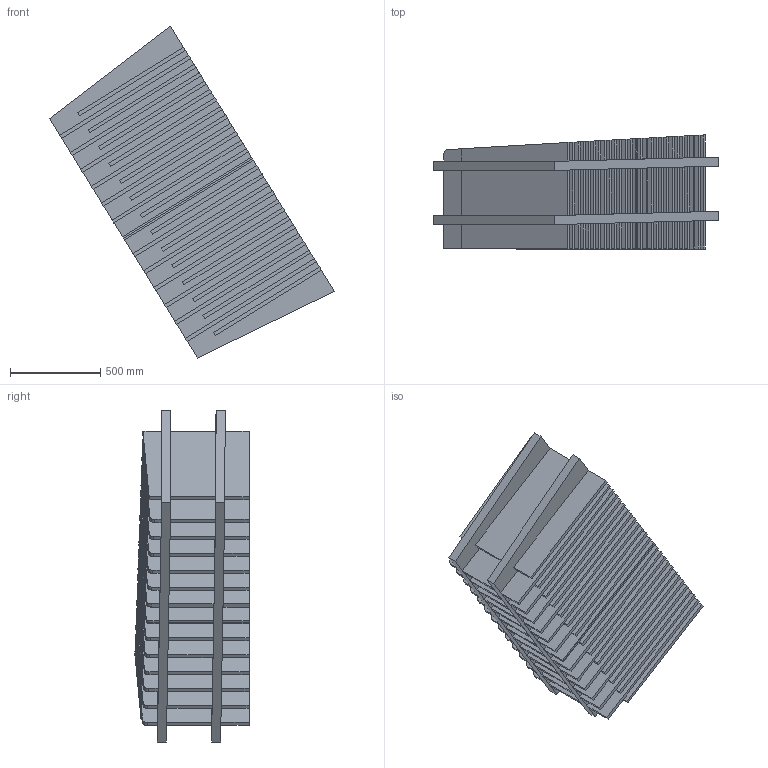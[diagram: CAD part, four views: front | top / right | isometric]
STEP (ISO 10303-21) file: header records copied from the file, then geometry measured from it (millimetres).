
FILE_DESCRIPTION(('FreeCAD Model'),'2;1');
FILE_NAME('detailed_WCLL/WCLL_sample_envelope_structural_plate.step', '2018-01-22T16:35:43',('FreeCAD'),('FreeCAD'), 'Open CASCADE STEP processor 7.1','FreeCAD','Unknown');
FILE_SCHEMA(('AUTOMOTIVE_DESIGN_CC2 { 1 2 10303 214 -1 1 5 4 }'));
Length unit declared in the file: millimetre
Products named in the file (87): Open CASCADE STEP translator 7.1 6; Open CASCADE STEP translator 7.1 6.1; Open CASCADE STEP translator 7.1 6.2; Open CASCADE STEP translator 7.1 6.3; Open CASCADE STEP translator 7.1 6.4; Open CASCADE STEP translator 7.1 6.5; Open CASCADE STEP translator 7.1 6.6; Open CASCADE STEP translator 7.1 6.7; Open CASCADE STEP translator 7.1 6.8; Open CASCADE STEP translator 7.1 6.9; Open CASCADE STEP translator 7.1 6.10; Open CASCADE STEP translator 7.1 6.11; Open CASCADE STEP translator 7.1 6.12; Open CASCADE STEP translator 7.1 6.13; Open CASCADE STEP translator 7.1 6.14; Open CASCADE STEP translator 7.1 6.15; Open CASCADE STEP translator 7.1 6.16; Open CASCADE STEP translator 7.1 6.17; Open CASCADE STEP translator 7.1 6.18; Open CASCADE STEP translator 7.1 6.19; Open CASCADE STEP translator 7.1 6.20; Open CASCADE STEP translator 7.1 6.21; Open CASCADE STEP translator 7.1 6.22; Open CASCADE STEP translator 7.1 6.23; Open CASCADE STEP translator 7.1 6.24; Open CASCADE STEP translator 7.1 6.25; Open CASCADE STEP translator 7.1 6.26; Open CASCADE STEP translator 7.1 6.27; Open CASCADE STEP translator 7.1 6.28; Open CASCADE STEP translator 7.1 6.29; Open CASCADE STEP translator 7.1 6.30; Open CASCADE STEP translator 7.1 6.31; Open CASCADE STEP translator 7.1 6.32; Open CASCADE STEP translator 7.1 6.33; Open CASCADE STEP translator 7.1 6.34; Open CASCADE STEP translator 7.1 6.35; Open CASCADE STEP translator 7.1 6.36; Open CASCADE STEP translator 7.1 6.37; Open CASCADE STEP translator 7.1 6.38; Open CASCADE STEP translator 7.1 6.39 ...
Assembly tree (86 placements, depth 2):
  Open CASCADE STEP translator 7.1 6
    Open CASCADE STEP translator 7.1 6.1
    Open CASCADE STEP translator 7.1 6.2
    Open CASCADE STEP translator 7.1 6.3
    Open CASCADE STEP translator 7.1 6.4
    Open CASCADE STEP translator 7.1 6.5
    Open CASCADE STEP translator 7.1 6.6
    Open CASCADE STEP translator 7.1 6.7
    Open CASCADE STEP translator 7.1 6.8
    Open CASCADE STEP translator 7.1 6.9
    Open CASCADE STEP translator 7.1 6.10
    Open CASCADE STEP translator 7.1 6.11
    Open CASCADE STEP translator 7.1 6.12
    Open CASCADE STEP translator 7.1 6.13
    Open CASCADE STEP translator 7.1 6.14
    Open CASCADE STEP translator 7.1 6.15
    Open CASCADE STEP translator 7.1 6.16
    Open CASCADE STEP translator 7.1 6.17
    Open CASCADE STEP translator 7.1 6.18
    Open CASCADE STEP translator 7.1 6.19
    Open CASCADE STEP translator 7.1 6.20
    Open CASCADE STEP translator 7.1 6.21
    Open CASCADE STEP translator 7.1 6.22
    Open CASCADE STEP translator 7.1 6.23
    Open CASCADE STEP translator 7.1 6.24
    Open CASCADE STEP translator 7.1 6.25
    Open CASCADE STEP translator 7.1 6.26
    Open CASCADE STEP translator 7.1 6.27
    Open CASCADE STEP translator 7.1 6.28
    Open CASCADE STEP translator 7.1 6.29
    Open CASCADE STEP translator 7.1 6.30
    Open CASCADE STEP translator 7.1 6.31
    Open CASCADE STEP translator 7.1 6.32
    Open CASCADE STEP translator 7.1 6.33
    Open CASCADE STEP translator 7.1 6.34
    Open CASCADE STEP translator 7.1 6.35
    Open CASCADE STEP translator 7.1 6.36
    Open CASCADE STEP translator 7.1 6.37
    Open CASCADE STEP translator 7.1 6.38
    Open CASCADE STEP translator 7.1 6.39
    Open CASCADE STEP translator 7.1 6.40
    Open CASCADE STEP translator 7.1 6.41
    Open CASCADE STEP translator 7.1 6.42
    Open CASCADE STEP translator 7.1 6.43
    Open CASCADE STEP translator 7.1 6.44
    Open CASCADE STEP translator 7.1 6.45
    Open CASCADE STEP translator 7.1 6.46
    Open CASCADE STEP translator 7.1 6.47
    Open CASCADE STEP translator 7.1 6.48
    Open CASCADE STEP translator 7.1 6.49
    Open CASCADE STEP translator 7.1 6.50
    Open CASCADE STEP translator 7.1 6.51
    Open CASCADE STEP translator 7.1 6.52
    Open CASCADE STEP translator 7.1 6.53
    Open CASCADE STEP translator 7.1 6.54
    Open CASCADE STEP translator 7.1 6.55
    Open CASCADE STEP translator 7.1 6.56
    Open CASCADE STEP translator 7.1 6.57
    Open CASCADE STEP translator 7.1 6.58
    Open CASCADE STEP translator 7.1 6.59
Bounding box: 1577.54 x 632.18 x 1837.96 mm (x, y, z)
Volume: 339925740.6 mm3; surface area: 30035562.6 mm2
Topology: 86 solids, 86 shells, 530 faces, 1074 edges, 716 vertices
Faces by surface type: plane 516, cylinder 14
Entity records: 27049 total; most frequent: CARTESIAN_POINT 6814, DIRECTION 2421, ORIENTED_EDGE 2148, PCURVE 2148, DEFINITIONAL_REPRESENTATION 2148, B_SPLINE_CURVE_WITH_KNOTS 2063, LINE 1103, VECTOR 1103
